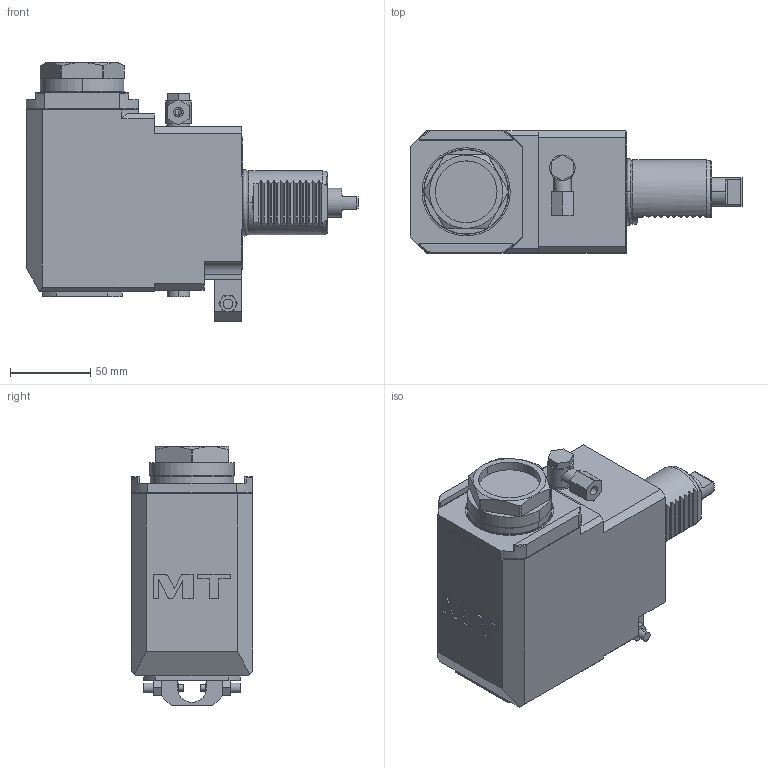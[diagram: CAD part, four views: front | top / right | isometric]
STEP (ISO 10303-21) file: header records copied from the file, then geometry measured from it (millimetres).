
FILE_DESCRIPTION((''),'2;1');
FILE_NAME('DUP0133140_CONF','2024-12-13T16:11:44',('fpalella'),('M.T. srl'),'CREO PARAMETRIC BY PTC INC, 2023352','CREO PARAMETRIC BY PTC INC, 2023352','');
FILE_SCHEMA(('CONFIG_CONTROL_DESIGN'));
Length unit declared in the file: millimetre
Products named in the file (1): DUP0133140_CONF
Bounding box: 207 x 76 x 161.5 mm (x, y, z)
Volume: 1236109.6 mm3; surface area: 99887.8 mm2
Topology: 2 solids, 2 shells, 367 faces, 937 edges, 602 vertices
Faces by surface type: plane 204, cylinder 107, cone 43, torus 11, extrusion 2
Entity records: 12260 total; most frequent: CARTESIAN_POINT 3407, ORIENTED_EDGE 1874, DIRECTION 1781, EDGE_CURVE 937, AXIS2_PLACEMENT_3D 641, VERTEX_POINT 602, VECTOR 499, LINE 497
